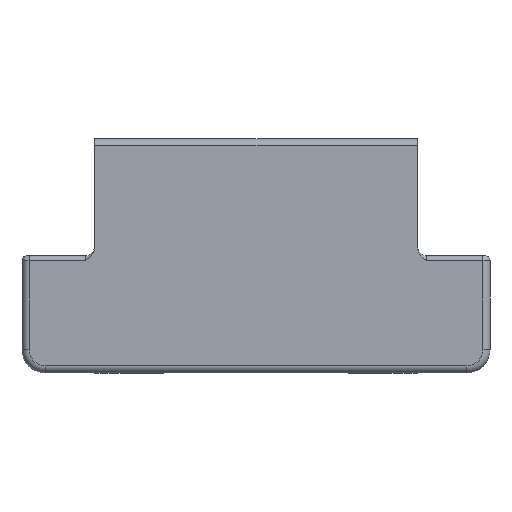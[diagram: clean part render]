
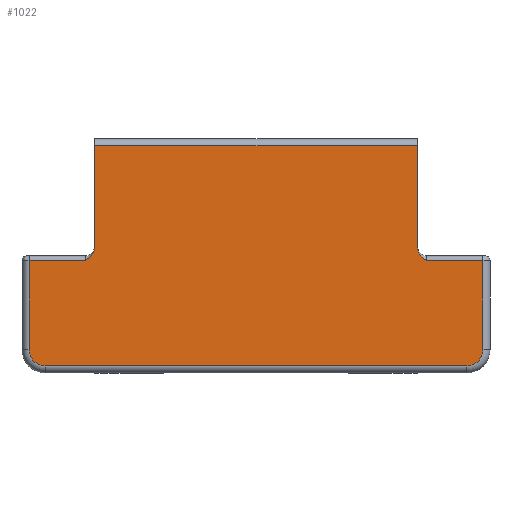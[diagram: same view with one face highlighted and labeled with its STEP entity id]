
A CAD part, top view. The second image highlights one B-rep face of the part: STEP entity #1022.
In plain terms, the highlighted planar face has unit normal (0, 0, 1).
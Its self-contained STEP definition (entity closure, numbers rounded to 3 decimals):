
#39=PLANE('',#1137);
#55=B_SPLINE_CURVE_WITH_KNOTS('',3,(#1772,#1773,#1774,#1775,#1776,#1777,
#1778,#1779,#1780,#1781),.UNSPECIFIED.,.F.,.F.,(4,2,2,2,4),(0.,0.1,
0.201,0.274,0.341),.UNSPECIFIED.);
#58=B_SPLINE_CURVE_WITH_KNOTS('',3,(#1845,#1846,#1847,#1848,#1849,#1850,
#1851,#1852,#1853,#1854),.UNSPECIFIED.,.F.,.F.,(4,2,2,2,4),(0.944,
1.012,1.085,1.185,1.285),
 .UNSPECIFIED.);
#83=LINE('',#1821,#153);
#93=LINE('',#1892,#163);
#97=LINE('',#1908,#167);
#102=LINE('',#1950,#172);
#107=LINE('',#1961,#177);
#108=LINE('',#1965,#178);
#109=LINE('',#1968,#179);
#110=LINE('',#1969,#180);
#153=VECTOR('',#1289,10.);
#163=VECTOR('',#1327,10.);
#167=VECTOR('',#1343,10.);
#172=VECTOR('',#1374,10.);
#177=VECTOR('',#1385,10.);
#178=VECTOR('',#1388,10.);
#179=VECTOR('',#1391,10.);
#180=VECTOR('',#1392,10.);
#270=FACE_OUTER_BOUND('',#340,.T.);
#340=EDGE_LOOP('',(#837,#838,#839,#840,#841,#842,#843,#844,#845,#846,#847,
#848));
#412=CIRCLE('',#1138,3.5);
#413=CIRCLE('',#1139,3.5);
#465=VERTEX_POINT('',#1769);
#466=VERTEX_POINT('',#1771);
#474=VERTEX_POINT('',#1820);
#484=VERTEX_POINT('',#1843);
#485=VERTEX_POINT('',#1844);
#493=VERTEX_POINT('',#1890);
#499=VERTEX_POINT('',#1906);
#505=VERTEX_POINT('',#1945);
#508=VERTEX_POINT('',#1960);
#509=VERTEX_POINT('',#1962);
#510=VERTEX_POINT('',#1964);
#511=VERTEX_POINT('',#1966);
#571=EDGE_CURVE('',#465,#466,#55,.T.);
#583=EDGE_CURVE('',#474,#466,#83,.T.);
#594=EDGE_CURVE('',#484,#485,#58,.T.);
#606=EDGE_CURVE('',#484,#493,#93,.T.);
#614=EDGE_CURVE('',#499,#465,#97,.T.);
#627=EDGE_CURVE('',#485,#505,#102,.T.);
#632=EDGE_CURVE('',#508,#499,#107,.T.);
#633=EDGE_CURVE('',#509,#508,#412,.T.);
#634=EDGE_CURVE('',#510,#509,#108,.T.);
#635=EDGE_CURVE('',#511,#510,#413,.T.);
#636=EDGE_CURVE('',#505,#511,#109,.T.);
#637=EDGE_CURVE('',#474,#493,#110,.T.);
#837=ORIENTED_EDGE('',*,*,#614,.F.);
#838=ORIENTED_EDGE('',*,*,#632,.F.);
#839=ORIENTED_EDGE('',*,*,#633,.F.);
#840=ORIENTED_EDGE('',*,*,#634,.F.);
#841=ORIENTED_EDGE('',*,*,#635,.F.);
#842=ORIENTED_EDGE('',*,*,#636,.F.);
#843=ORIENTED_EDGE('',*,*,#627,.F.);
#844=ORIENTED_EDGE('',*,*,#594,.F.);
#845=ORIENTED_EDGE('',*,*,#606,.T.);
#846=ORIENTED_EDGE('',*,*,#637,.F.);
#847=ORIENTED_EDGE('',*,*,#583,.T.);
#848=ORIENTED_EDGE('',*,*,#571,.F.);
#1022=ADVANCED_FACE('',(#270),#39,.T.);
#1137=AXIS2_PLACEMENT_3D('',#1959,#1383,#1384);
#1138=AXIS2_PLACEMENT_3D('',#1963,#1386,#1387);
#1139=AXIS2_PLACEMENT_3D('',#1967,#1389,#1390);
#1289=DIRECTION('',(0.,-1.,0.));
#1327=DIRECTION('',(0.,1.,0.));
#1343=DIRECTION('',(1.,0.,0.));
#1374=DIRECTION('',(1.,0.,0.));
#1383=DIRECTION('center_axis',(0.,0.,1.));
#1384=DIRECTION('ref_axis',(1.,0.,0.));
#1385=DIRECTION('',(0.,1.,0.));
#1386=DIRECTION('center_axis',(0.,0.,-1.));
#1387=DIRECTION('ref_axis',(-0.707,-0.707,0.));
#1388=DIRECTION('',(-1.,0.,0.));
#1389=DIRECTION('center_axis',(0.,0.,-1.));
#1390=DIRECTION('ref_axis',(0.707,-0.707,0.));
#1391=DIRECTION('',(0.,-1.,0.));
#1392=DIRECTION('',(1.,0.,0.));
#1769=CARTESIAN_POINT('',(-11.5,24.,1.25));
#1771=CARTESIAN_POINT('',(-9.5,26.828,1.25));
#1772=CARTESIAN_POINT('Ctrl Pts',(-11.5,24.,1.25));
#1773=CARTESIAN_POINT('Ctrl Pts',(-11.227,24.193,1.25));
#1774=CARTESIAN_POINT('Ctrl Pts',(-10.926,24.405,1.25));
#1775=CARTESIAN_POINT('Ctrl Pts',(-10.376,24.881,1.25));
#1776=CARTESIAN_POINT('Ctrl Pts',(-10.13,25.148,1.25));
#1777=CARTESIAN_POINT('Ctrl Pts',(-9.81,25.63,1.25));
#1778=CARTESIAN_POINT('Ctrl Pts',(-9.682,25.892,1.25));
#1779=CARTESIAN_POINT('Ctrl Pts',(-9.542,26.339,1.25));
#1780=CARTESIAN_POINT('Ctrl Pts',(-9.5,26.604,1.25));
#1781=CARTESIAN_POINT('Ctrl Pts',(-9.5,26.828,1.25));
#1820=CARTESIAN_POINT('',(-9.5,48.5,1.25));
#1821=CARTESIAN_POINT('',(-9.5,25.,1.25));
#1843=CARTESIAN_POINT('',(59.5,26.828,1.25));
#1844=CARTESIAN_POINT('',(61.5,24.,1.25));
#1845=CARTESIAN_POINT('Ctrl Pts',(59.5,26.828,1.25));
#1846=CARTESIAN_POINT('Ctrl Pts',(59.5,26.604,1.25));
#1847=CARTESIAN_POINT('Ctrl Pts',(59.542,26.339,1.25));
#1848=CARTESIAN_POINT('Ctrl Pts',(59.682,25.892,1.25));
#1849=CARTESIAN_POINT('Ctrl Pts',(59.81,25.63,1.25));
#1850=CARTESIAN_POINT('Ctrl Pts',(60.13,25.148,1.25));
#1851=CARTESIAN_POINT('Ctrl Pts',(60.376,24.881,1.25));
#1852=CARTESIAN_POINT('Ctrl Pts',(60.926,24.405,1.25));
#1853=CARTESIAN_POINT('Ctrl Pts',(61.227,24.193,1.25));
#1854=CARTESIAN_POINT('Ctrl Pts',(61.5,24.,1.25));
#1890=CARTESIAN_POINT('',(59.5,48.5,1.25));
#1892=CARTESIAN_POINT('',(59.5,12.5,1.25));
#1906=CARTESIAN_POINT('',(-23.5,24.,1.25));
#1908=CARTESIAN_POINT('',(-17.25,24.,1.25));
#1945=CARTESIAN_POINT('',(73.5,24.,1.25));
#1950=CARTESIAN_POINT('',(25.,24.,1.25));
#1959=CARTESIAN_POINT('Origin',(-25.,0.,1.25));
#1960=CARTESIAN_POINT('',(-23.5,5.,1.25));
#1961=CARTESIAN_POINT('',(-23.5,0.,1.25));
#1962=CARTESIAN_POINT('',(-20.,1.5,1.25));
#1963=CARTESIAN_POINT('Origin',(-20.,5.,1.25));
#1964=CARTESIAN_POINT('',(70.,1.5,1.25));
#1965=CARTESIAN_POINT('',(0.,1.5,1.25));
#1966=CARTESIAN_POINT('',(73.5,5.,1.25));
#1967=CARTESIAN_POINT('Origin',(70.,5.,1.25));
#1968=CARTESIAN_POINT('',(73.5,0.,1.25));
#1969=CARTESIAN_POINT('',(0.,48.5,1.25));
